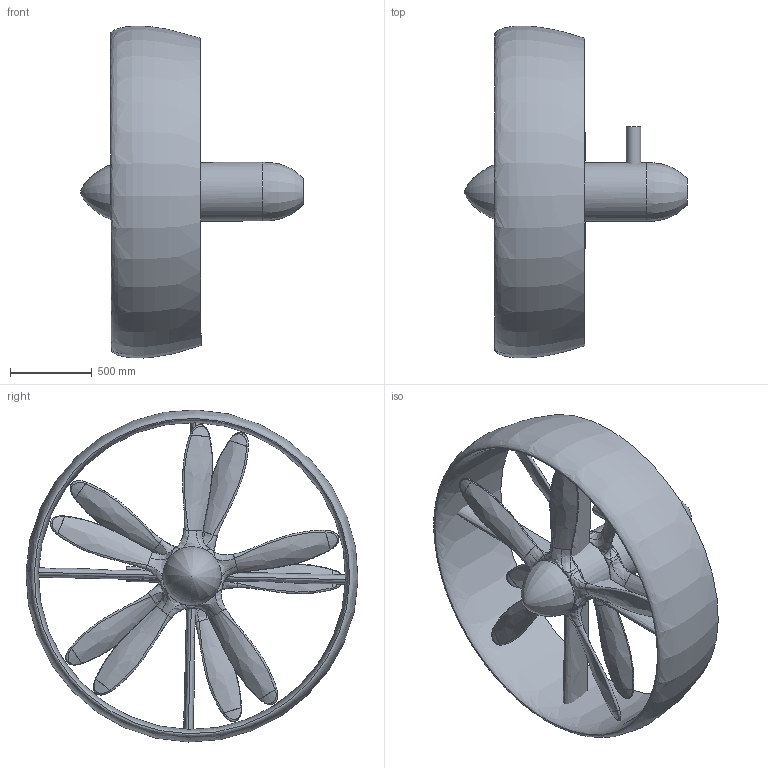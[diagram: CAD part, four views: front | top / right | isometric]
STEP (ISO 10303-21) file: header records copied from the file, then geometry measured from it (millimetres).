
FILE_DESCRIPTION(/* description */ ('CAx-IF Rec.Pracs.---Representation and Presentation of Product Manufacturing Information (PMI)---4.0---2014-10-13','CAx-IF Rec.Pracs.---3D Tessellated Geometry---0.4---2014-09-14','2;1'),/* implementation_level */ '2;1');
FILE_NAME(/* name */ 'Rotor_asm',/* time_stamp */ '2022-07-01T19:50:10+01:00',/* author */ (''),/* organization */ (''),/* preprocessor_version */ 'ST-DEVELOPER v18.101',/* originating_system */ 'SIEMENS PLM Software NX 2015',/* authorisation */ $);
FILE_SCHEMA (('AP242_MANAGED_MODEL_BASED_3D_ENGINEERING_MIM_LF { 1 0 10303 442 3 1 4 }'));
Length unit declared in the file: millimetre
Products named in the file (1): Rotor_asm
Bounding box: 1366 x 2036.56 x 2036.64 mm (x, y, z)
Volume: 332900172.9 mm3; surface area: 13200485.1 mm2
Topology: 5 solids, 55 shells, 222 faces, 612 edges, 438 vertices
Faces by surface type: bspline 160, plane 29, torus 20, cylinder 13
Full cylindrical faces by diameter (mm): 90 x1, 360 x2
Entity records: 23483 total; most frequent: CARTESIAN_POINT 19490, ORIENTED_EDGE 864, EDGE_CURVE 602, VERTEX_POINT 433, DIRECTION 311, FACE_BOUND 234, EDGE_LOOP 233, ADVANCED_FACE 222
